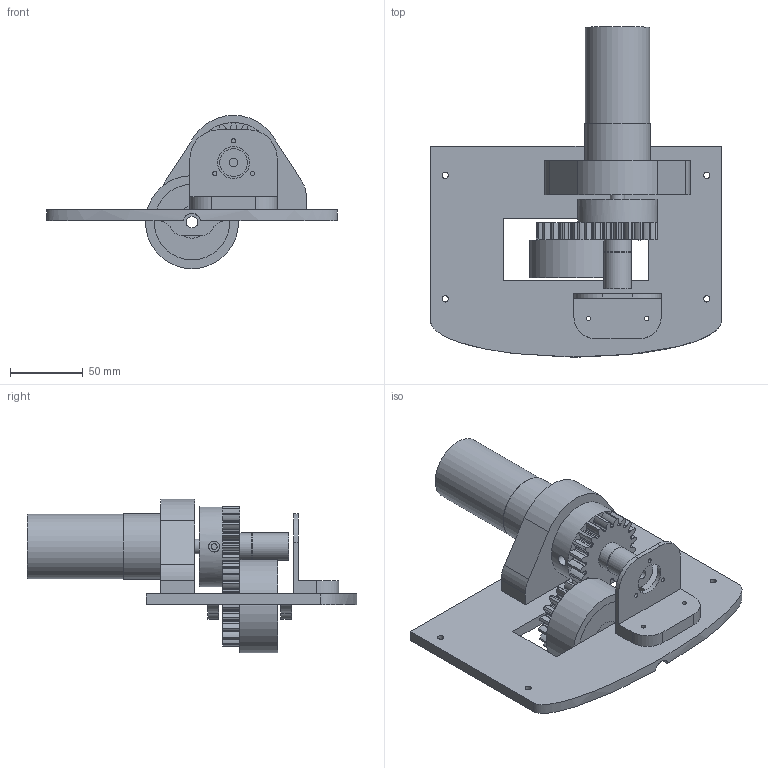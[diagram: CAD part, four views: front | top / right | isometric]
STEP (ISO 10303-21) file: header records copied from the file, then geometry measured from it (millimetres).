
FILE_DESCRIPTION(/* description */ (''),/* implementation_level */ '2;1');
FILE_NAME(/* name */ 'Drive.step',/* time_stamp */ '2024-01-17T16:42:17+02:00',/* author */ (''),/* organization */ (''),/* preprocessor_version */ 'ST-DEVELOPER v20',/* originating_system */ 'Autodesk Translation Framework v12.14.0.127',/* authorisation */ '');
FILE_SCHEMA (('AUTOMOTIVE_DESIGN { 1 0 10303 214 3 1 1 }'));
Products named in the file (4): Drive; Spur Gear (20 teeth); Motor; Spur Gear (20 teeth) (1)
Assembly tree (3 placements, depth 2):
  Drive
    Spur Gear (20 teeth)
    Motor
    Spur Gear (20 teeth) (1)
Bounding box: 200 x 227 x 105.5 mm (x, y, z)
Volume: 625478.1 mm3; surface area: 152532.9 mm2
Topology: 10 solids, 10 shells, 548 faces, 1451 edges, 950 vertices
Faces by surface type: plane 231, cylinder 228, bspline 81, cone 8
Full cylindrical faces by diameter (mm): 3 x3, 3.1 x8, 3.4 x4, 4 x6, 4.3 x8, 6 x2, 7.5 x1, 8 x5, 10 x2, 19 x2, 22 x5, 44.5 x1, 45 x1, 45.3 x1, 49.75 x6, 52 x8, 55 x1, 64 x1
Entity records: 40512 total; most frequent: CARTESIAN_POINT 27033, ORIENTED_EDGE 2906, DIRECTION 2742, EDGE_CURVE 1453, AXIS2_PLACEMENT_3D 1023, VERTEX_POINT 950, LINE 696, VECTOR 696
